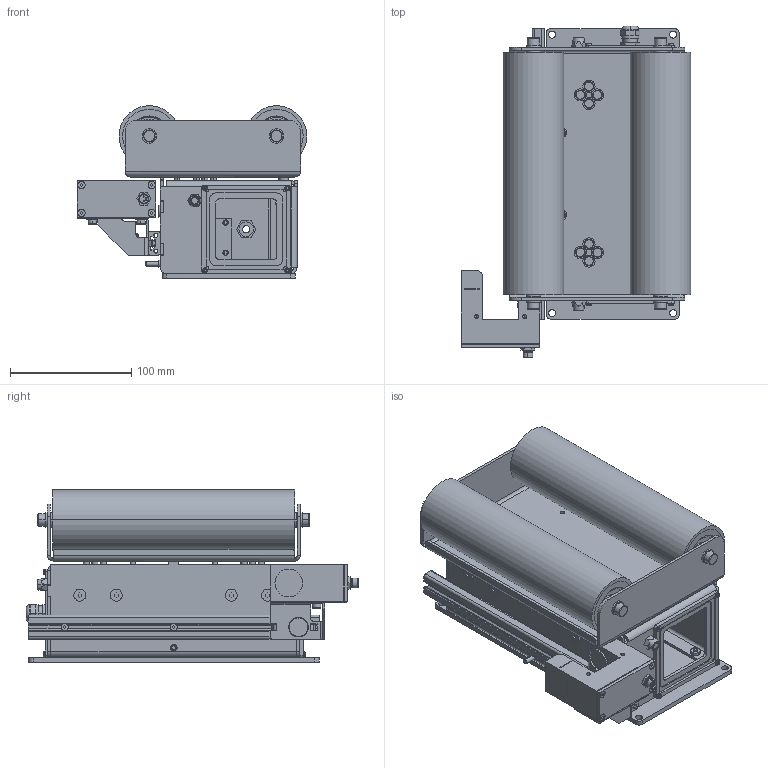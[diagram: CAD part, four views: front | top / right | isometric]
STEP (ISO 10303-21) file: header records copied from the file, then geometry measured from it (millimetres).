
FILE_DESCRIPTION((''),'2;1');
FILE_NAME('091011.1.stp','2009-10-28T07:27:24',(''),(''),'Mechanical Desktop 2007','Mechanical Desktop 2007',', , ');
FILE_SCHEMA(('CONFIG_CONTROL_DESIGN'));
Length unit declared in the file: millimetre
Products named in the file (111): K0910111; K0910115; K0910114; K0910114A; K0901207; K0901207A; DINA3; DINA4VAA; K0910096A; K0910096; K0901225|AVE_RENDER; K0901225|AVE_GLOBAL; K0901225|RM_SDB; K0910112; TEIL1A; TEIL2A; K0103267; KUGELZAPFEN_NIET_8; KUGELPFANNE_8; EINPRESSMUTTER_M4; EINPRESSMUTTER_M4A; SCHWEISSBOLZEN_M4X12A; SCHWEISSBOLZEN_M4X12; SENKSCHRAUBE_I-6KT_M4X10; SENKSCHRAUBE_I-6KT_M4X10A; K0910113; K0910113A; I-6KT_SCHRAUBE_M5X8_NKA; I-6KT_SCHRAUBE_M5X8_NK; U-SCHEIBE_M5; U-SCHEIBE_M5A; K0504014; K0504012; TEIL1AA; TEIL2; K0302185; TEIL1; RILLENKUGELLAGER_6201; RILLENKUGELLAGER_6201A; SICHERUNGSRING_A12A ...
Assembly tree (214 placements, depth 4):
  K0910111
    K0910115
      K0910114
        K0910114A
      K0901207
        K0901207A
        DINA3
        DINA4VAA
      K0910096A
        K0910096
      K0901225|AVE_RENDER  x8
      K0901225|AVE_GLOBAL
      K0901225|RM_SDB  x3
    K0910112
      TEIL1A
      TEIL2A
      K0103267
        KUGELZAPFEN_NIET_8
        KUGELPFANNE_8
      EINPRESSMUTTER_M4  x7
        EINPRESSMUTTER_M4A
      SCHWEISSBOLZEN_M4X12A  x2
        SCHWEISSBOLZEN_M4X12
    SENKSCHRAUBE_I-6KT_M4X10  x9
      SENKSCHRAUBE_I-6KT_M4X10A
    K0910113
      K0910113A
    I-6KT_SCHRAUBE_M5X8_NKA
      I-6KT_SCHRAUBE_M5X8_NK
    U-SCHEIBE_M5  x9
      U-SCHEIBE_M5A
    K0504014  x2
      K0504012
        TEIL1AA
        TEIL2  x2
      K0302185
        TEIL1
      RILLENKUGELLAGER_6201
        RILLENKUGELLAGER_6201A
      SICHERUNGSRING_A12A
        SICHERUNGSRING_A12
    I-6KT_SCHRAUBE_M6X12A  x4
      I-6KT_SCHRAUBE_M6X12
    U-SCHEIBE_M6  x4
      U-SCHEIBE_M6A
    I-6KT_SCHRAUBE_M5X16A  x8
      I-6KT_SCHRAUBE_M5X16
    ZYL_SCHR_I-6KT_EXTREM_NIEDRIGER_KOPF_M6X10A  x4
      ZYL_SCHR_I-6KT_EXTREM_NIEDRIGER_KOPF_M6X10
    I-6KT_SCHRAUBE_M4X10  x2
      I-6KT_SCHRAUBE_M4X10A
    U-SCHEIBE_M4A  x5
      U-SCHEIBE_M4
    I-6KT_SCHRAUBE_M4X8A  x2
      I-6KT_SCHRAUBE_M4X8
    I-6KT_SCHRAUBE_M2_5X8A  x7
      I-6KT_SCHRAUBE_M2_5X8
    DISTANZHUELSE_5-3_4X3A  x4
      DISTANZHUELSE_5-3_4X3
    K0910097
Bounding box: 189.5 x 274.1 x 142.5 mm (x, y, z)
Volume: 828133.6 mm3; surface area: 564507.6 mm2
Topology: 129 solids, 129 shells, 2841 faces, 7062 edges, 4569 vertices
Faces by surface type: plane 1315, cylinder 1178, cone 248, torus 78, bspline 17, sphere 5
Entity records: 55304 total; most frequent: CARTESIAN_POINT 11413, DIRECTION 9212, ORIENTED_EDGE 8752, EDGE_CURVE 4376, AXIS2_PLACEMENT_3D 3491, VERTEX_POINT 2853, VECTOR 2230, LINE 2230
